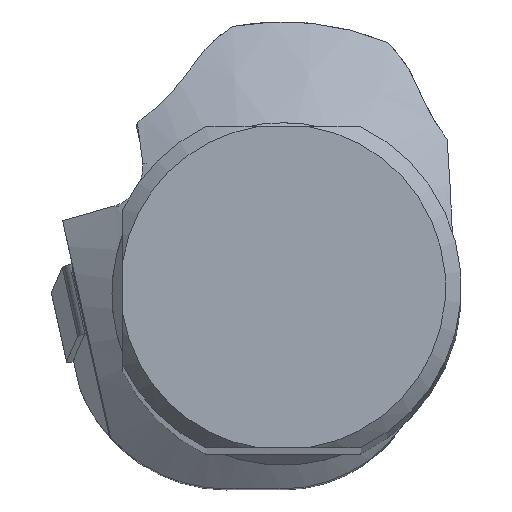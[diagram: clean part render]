
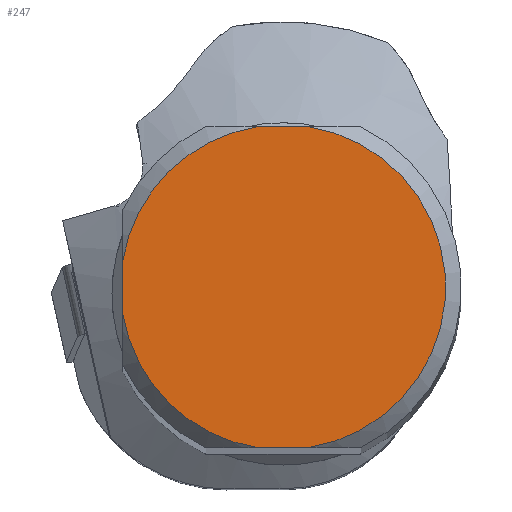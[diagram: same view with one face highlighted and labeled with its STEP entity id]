
A CAD part, top view. The second image highlights one B-rep face of the part: STEP entity #247.
In plain terms, the highlighted planar face has unit normal (0, 0, 1).
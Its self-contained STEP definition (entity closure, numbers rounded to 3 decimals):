
#181=FACE_OUTER_BOUND('',#524,.T.);
#247=ADVANCED_FACE('CU_SU_BP3',(#181),#297,.F.);
#297=PLANE('',#1440);
#370=LINE('',#2307,#452);
#371=LINE('',#2308,#453);
#372=LINE('',#2309,#454);
#452=VECTOR('',#1727,1.);
#453=VECTOR('',#1728,1.);
#454=VECTOR('',#1729,1.);
#524=EDGE_LOOP('',(#748,#749,#750,#751,#752,#753));
#748=ORIENTED_EDGE('',*,*,#1149,.T.);
#749=ORIENTED_EDGE('',*,*,#1173,.T.);
#750=ORIENTED_EDGE('',*,*,#1153,.T.);
#751=ORIENTED_EDGE('',*,*,#1174,.T.);
#752=ORIENTED_EDGE('',*,*,#1147,.T.);
#753=ORIENTED_EDGE('',*,*,#1175,.T.);
#1008=VERTEX_POINT('',#2223);
#1009=VERTEX_POINT('',#2225);
#1010=VERTEX_POINT('',#2232);
#1011=VERTEX_POINT('',#2233);
#1012=VERTEX_POINT('',#2247);
#1013=VERTEX_POINT('',#2249);
#1147=EDGE_CURVE('',#1009,#1008,#1246,.T.);
#1149=EDGE_CURVE('',#1010,#1011,#1247,.T.);
#1153=EDGE_CURVE('',#1013,#1012,#1248,.T.);
#1173=EDGE_CURVE('',#1011,#1013,#370,.T.);
#1174=EDGE_CURVE('',#1012,#1009,#371,.T.);
#1175=EDGE_CURVE('',#1008,#1010,#372,.T.);
#1246=CIRCLE('',#1424,7.23);
#1247=CIRCLE('',#1426,7.23);
#1248=CIRCLE('',#1428,7.23);
#1424=AXIS2_PLACEMENT_3D('',#2224,#1689,#1690);
#1426=AXIS2_PLACEMENT_3D('',#2231,#1693,#1694);
#1428=AXIS2_PLACEMENT_3D('',#2248,#1697,#1698);
#1440=AXIS2_PLACEMENT_3D('',#2310,#1730,#1731);
#1689=DIRECTION('',(0.,0.,1.));
#1690=DIRECTION('',(-0.976,-0.216,0.));
#1693=DIRECTION('',(0.,0.,1.));
#1694=DIRECTION('',(-0.976,-0.216,0.));
#1697=DIRECTION('',(0.,0.,1.));
#1698=DIRECTION('',(-0.976,-0.216,0.));
#1727=DIRECTION('',(1.,0.,0.));
#1728=DIRECTION('',(-1.,0.,0.));
#1729=DIRECTION('',(0.,-1.,0.));
#1730=DIRECTION('',(0.,0.,-1.));
#1731=DIRECTION('',(-0.976,-0.216,0.));
#2223=CARTESIAN_POINT('',(-7.13,1.198,0.));
#2224=CARTESIAN_POINT('',(0.,0.,
0.));
#2225=CARTESIAN_POINT('',(-1.137,7.14,0.));
#2231=CARTESIAN_POINT('',(0.,0.,
0.));
#2232=CARTESIAN_POINT('',(-7.13,-1.198,0.));
#2233=CARTESIAN_POINT('',(-1.137,-7.14,0.));
#2247=CARTESIAN_POINT('',(1.137,7.14,0.));
#2248=CARTESIAN_POINT('',(0.,0.,
0.));
#2249=CARTESIAN_POINT('',(1.137,-7.14,0.));
#2307=CARTESIAN_POINT('',(-7.13,-7.14,0.));
#2308=CARTESIAN_POINT('',(7.13,7.14,0.));
#2309=CARTESIAN_POINT('',(-7.13,7.14,0.));
#2310=CARTESIAN_POINT('',(-7.93,0.,0.));
